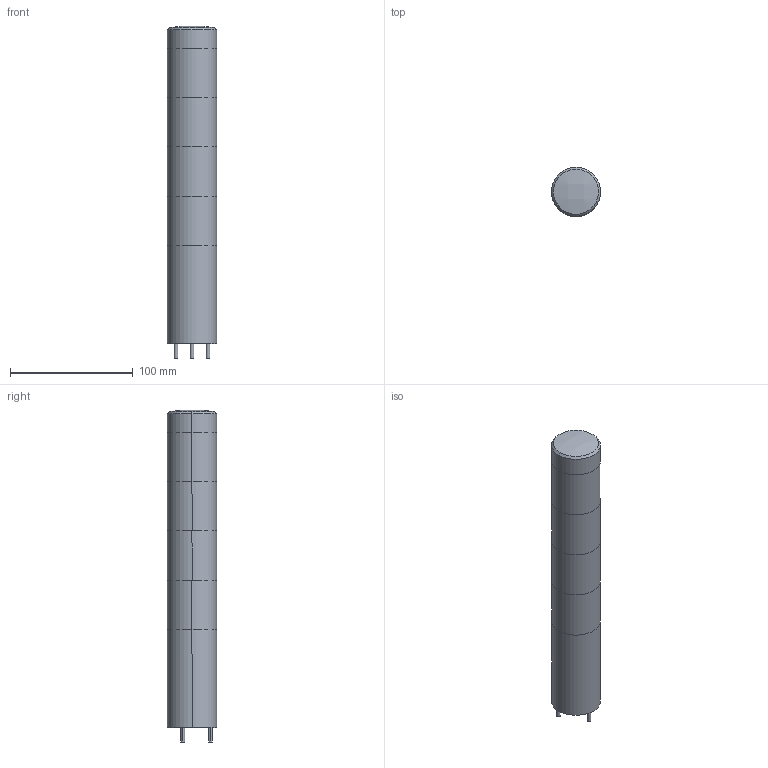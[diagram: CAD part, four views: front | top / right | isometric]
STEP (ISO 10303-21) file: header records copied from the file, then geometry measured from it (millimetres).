
FILE_DESCRIPTION (( 'STEP AP214' ), '1' );
FILE_NAME ('LR4-402WJNW-RYGB.step', '2018-07-03T11:56:00', ( '' ), ( '' ), 'SwSTEP 2.0', 'SolidWorks 2017', '' );
FILE_SCHEMA (( 'AUTOMOTIVE_DESIGN' ));
Length unit declared in the file: inch
Products named in the file (1): LR4-402WJNW-RYGB
Bounding box: 40 x 40 x 270.6 mm (x, y, z)
Volume: 324202.2 mm3; surface area: 59440.4 mm2
Topology: 6 solids, 6 shells, 104 faces, 196 edges, 130 vertices
Faces by surface type: cylinder 64, plane 37, cone 2, bspline 1
Entity records: 4177 total; most frequent: DIRECTION 532, CARTESIAN_POINT 494, ORIENTED_EDGE 392, AXIS2_PLACEMENT_3D 233, EDGE_CURVE 196, EDGE_LOOP 130, VERTEX_POINT 130, CIRCLE 129
